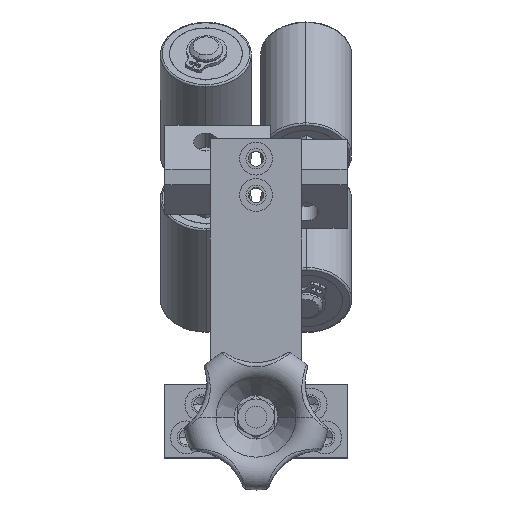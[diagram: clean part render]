
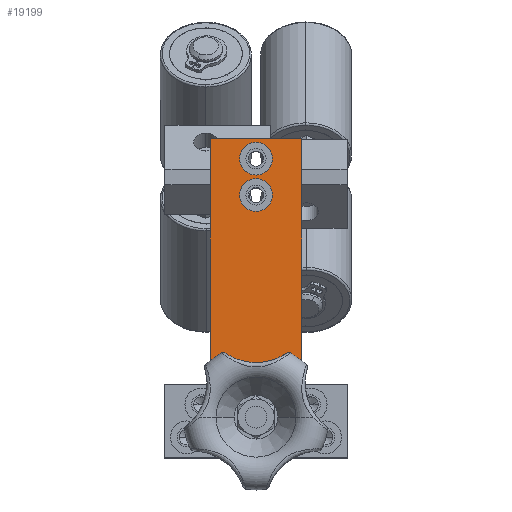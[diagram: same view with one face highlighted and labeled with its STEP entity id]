
A CAD part, top view. The second image highlights one B-rep face of the part: STEP entity #19199.
In plain terms, the highlighted planar face has unit normal (0, 0, 1).
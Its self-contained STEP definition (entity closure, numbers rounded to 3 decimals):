
#703 = VERTEX_POINT ( 'NONE', #22265 ) ;
#1091 = ORIENTED_EDGE ( 'NONE', *, *, #7392, .F. ) ;
#1134 = VERTEX_POINT ( 'NONE', #33613 ) ;
#2064 = AXIS2_PLACEMENT_3D ( 'NONE', #33976, #25285, #16196 ) ;
#2433 = EDGE_CURVE ( 'NONE', #19766, #19246, #30263, .T. ) ;
#2771 = EDGE_LOOP ( 'NONE', ( #17176, #11043 ) ) ;
#3719 = FACE_BOUND ( 'NONE', #2771, .T. ) ;
#3922 = AXIS2_PLACEMENT_3D ( 'NONE', #17729, #38011, #35296 ) ;
#3940 = CIRCLE ( 'NONE', #15030, 4.5 ) ;
#5148 = CARTESIAN_POINT ( 'NONE',  ( -71.003, 68.06, -5.446 ) ) ;
#5393 = DIRECTION ( 'NONE',  ( 1., 0., 0. ) ) ;
#6456 = EDGE_CURVE ( 'NONE', #22805, #33982, #9045, .T. ) ;
#6681 = DIRECTION ( 'NONE',  ( 0., -1., 0. ) ) ;
#7392 = EDGE_CURVE ( 'NONE', #1134, #28250, #36816, .T. ) ;
#7440 = CARTESIAN_POINT ( 'NONE',  ( -71.003, 3.56, -5.446 ) ) ;
#8779 = EDGE_LOOP ( 'NONE', ( #14576, #33024 ) ) ;
#8964 = VECTOR ( 'NONE', #37591, 1000. ) ;
#9045 = CIRCLE ( 'NONE', #18925, 4.5 ) ;
#9238 = DIRECTION ( 'NONE',  ( 0., 0., 1. ) ) ;
#9545 = EDGE_CURVE ( 'NONE', #703, #9549, #21814, .T. ) ;
#9549 = VERTEX_POINT ( 'NONE', #25092 ) ;
#9761 = EDGE_CURVE ( 'NONE', #33982, #22805, #11832, .T. ) ;
#11043 = ORIENTED_EDGE ( 'NONE', *, *, #6456, .F. ) ;
#11832 = CIRCLE ( 'NONE', #3922, 4.5 ) ;
#12936 = EDGE_CURVE ( 'NONE', #9549, #703, #3940, .T. ) ;
#14199 = CARTESIAN_POINT ( 'NONE',  ( -63.003, 52.56, -5.446 ) ) ;
#14576 = ORIENTED_EDGE ( 'NONE', *, *, #12936, .F. ) ;
#14725 = DIRECTION ( 'NONE',  ( 1., 0., 0. ) ) ;
#15030 = AXIS2_PLACEMENT_3D ( 'NONE', #17367, #34958, #5393 ) ;
#16196 = DIRECTION ( 'NONE',  ( 1., 0., 0. ) ) ;
#16908 = LINE ( 'NONE', #25822, #8964 ) ;
#17176 = ORIENTED_EDGE ( 'NONE', *, *, #9761, .F. ) ;
#17367 = CARTESIAN_POINT ( 'NONE',  ( -58.503, 62.56, -5.446 ) ) ;
#17729 = CARTESIAN_POINT ( 'NONE',  ( -58.503, 52.56, -5.446 ) ) ;
#18398 = PLANE ( 'NONE',  #37417 ) ;
#18925 = AXIS2_PLACEMENT_3D ( 'NONE', #35890, #9238, #24116 ) ;
#19199 = ADVANCED_FACE ( 'NONE', ( #3719, #29414, #21291 ), #18398, .T. ) ;
#19246 = VERTEX_POINT ( 'NONE', #20722 ) ;
#19765 = CARTESIAN_POINT ( 'NONE',  ( -71.003, 68.06, -5.446 ) ) ;
#19766 = VERTEX_POINT ( 'NONE', #19765 ) ;
#19985 = DIRECTION ( 'NONE',  ( 0., -1., 0. ) ) ;
#20722 = CARTESIAN_POINT ( 'NONE',  ( -71.003, 3.56, -5.446 ) ) ;
#20896 = VECTOR ( 'NONE', #6681, 1000. ) ;
#21001 = CARTESIAN_POINT ( 'NONE',  ( -46.003, 3.56, -5.446 ) ) ;
#21291 = FACE_OUTER_BOUND ( 'NONE', #29424, .T. ) ;
#21814 = CIRCLE ( 'NONE', #2064, 4.5 ) ;
#22164 = VECTOR ( 'NONE', #22358, 1000. ) ;
#22265 = CARTESIAN_POINT ( 'NONE',  ( -63.003, 62.56, -5.446 ) ) ;
#22358 = DIRECTION ( 'NONE',  ( 1., 0., 0. ) ) ;
#22708 = CARTESIAN_POINT ( 'NONE',  ( -46.003, 3.56, -5.446 ) ) ;
#22805 = VERTEX_POINT ( 'NONE', #14199 ) ;
#24023 = EDGE_CURVE ( 'NONE', #19246, #28250, #16908, .T. ) ;
#24116 = DIRECTION ( 'NONE',  ( 1., 0., 0. ) ) ;
#24373 = CARTESIAN_POINT ( 'NONE',  ( -71.003, 3.56, -5.446 ) ) ;
#24584 = ORIENTED_EDGE ( 'NONE', *, *, #24023, .T. ) ;
#24768 = ORIENTED_EDGE ( 'NONE', *, *, #30427, .F. ) ;
#25002 = ORIENTED_EDGE ( 'NONE', *, *, #2433, .T. ) ;
#25092 = CARTESIAN_POINT ( 'NONE',  ( -54.003, 62.56, -5.446 ) ) ;
#25285 = DIRECTION ( 'NONE',  ( 0., 0., 1. ) ) ;
#25822 = CARTESIAN_POINT ( 'NONE',  ( -71.003, 3.56, -5.446 ) ) ;
#28250 = VERTEX_POINT ( 'NONE', #21001 ) ;
#28942 = LINE ( 'NONE', #5148, #22164 ) ;
#29414 = FACE_BOUND ( 'NONE', #8779, .T. ) ;
#29424 = EDGE_LOOP ( 'NONE', ( #1091, #24768, #25002, #24584 ) ) ;
#30263 = LINE ( 'NONE', #7440, #20896 ) ;
#30427 = EDGE_CURVE ( 'NONE', #19766, #1134, #28942, .T. ) ;
#30493 = CARTESIAN_POINT ( 'NONE',  ( -54.003, 52.56, -5.446 ) ) ;
#33024 = ORIENTED_EDGE ( 'NONE', *, *, #9545, .F. ) ;
#33613 = CARTESIAN_POINT ( 'NONE',  ( -46.003, 68.06, -5.446 ) ) ;
#33976 = CARTESIAN_POINT ( 'NONE',  ( -58.503, 62.56, -5.446 ) ) ;
#33982 = VERTEX_POINT ( 'NONE', #30493 ) ;
#34958 = DIRECTION ( 'NONE',  ( 0., 0., 1. ) ) ;
#35296 = DIRECTION ( 'NONE',  ( 1., 0., 0. ) ) ;
#35785 = DIRECTION ( 'NONE',  ( 0., 0., 1. ) ) ;
#35890 = CARTESIAN_POINT ( 'NONE',  ( -58.503, 52.56, -5.446 ) ) ;
#36229 = VECTOR ( 'NONE', #19985, 1000. ) ;
#36816 = LINE ( 'NONE', #22708, #36229 ) ;
#37417 = AXIS2_PLACEMENT_3D ( 'NONE', #24373, #35785, #14725 ) ;
#37591 = DIRECTION ( 'NONE',  ( 1., 0., 0. ) ) ;
#38011 = DIRECTION ( 'NONE',  ( 0., 0., 1. ) ) ;
